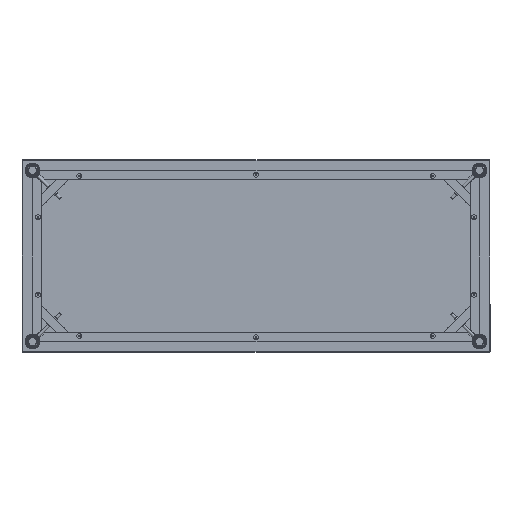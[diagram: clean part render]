
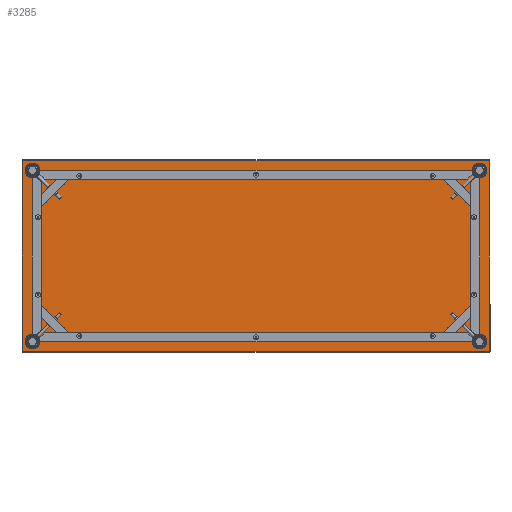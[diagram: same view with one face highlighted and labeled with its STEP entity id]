
A CAD part, front view. The second image highlights one B-rep face of the part: STEP entity #3285.
In plain terms, the highlighted face is planar.
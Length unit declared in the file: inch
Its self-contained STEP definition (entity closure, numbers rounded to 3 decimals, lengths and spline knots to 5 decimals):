
#518=LINE('',#5401,#658);
#520=LINE('',#5404,#660);
#524=LINE('',#5410,#664);
#526=LINE('',#5413,#666);
#658=VECTOR('',#4358,19.3125);
#660=VECTOR('',#4362,47.3125);
#664=VECTOR('',#4370,47.3125);
#666=VECTOR('',#4374,19.3125);
#996=FACE_OUTER_BOUND('',#1274,.T.);
#1274=EDGE_LOOP('',(#2641,#2642,#2643,#2644));
#1718=VERTEX_POINT('',#5325);
#1724=VERTEX_POINT('',#5342);
#1727=VERTEX_POINT('',#5349);
#1736=VERTEX_POINT('',#5379);
#2063=EDGE_CURVE('',#1727,#1736,#518,.T.);
#2065=EDGE_CURVE('',#1736,#1724,#520,.T.);
#2069=EDGE_CURVE('',#1718,#1727,#524,.T.);
#2071=EDGE_CURVE('',#1724,#1718,#526,.T.);
#2641=ORIENTED_EDGE('',*,*,#2063,.F.);
#2642=ORIENTED_EDGE('',*,*,#2069,.F.);
#2643=ORIENTED_EDGE('',*,*,#2071,.F.);
#2644=ORIENTED_EDGE('',*,*,#2065,.F.);
#3136=PLANE('',#3627);
#3285=ADVANCED_FACE('',(#996),#3136,.T.);
#3627=AXIS2_PLACEMENT_3D('',#5420,#4386,#4387);
#4358=DIRECTION('',(0.,1.,0.));
#4362=DIRECTION('',(-1.,0.,0.));
#4370=DIRECTION('',(1.,0.,0.));
#4374=DIRECTION('',(0.,-1.,0.));
#4386=DIRECTION('center_axis',(0.,0.,-1.));
#4387=DIRECTION('ref_axis',(-1.,0.,0.));
#5325=CARTESIAN_POINT('',(-23.65625,-9.65625,-0.5));
#5342=CARTESIAN_POINT('',(-23.65625,9.65625,-0.5));
#5349=CARTESIAN_POINT('',(23.65625,-9.65625,-0.5));
#5379=CARTESIAN_POINT('',(23.65625,9.65625,-0.5));
#5401=CARTESIAN_POINT('',(23.65625,-4.875,-0.5));
#5404=CARTESIAN_POINT('',(11.875,9.65625,-0.5));
#5410=CARTESIAN_POINT('',(-11.875,-9.65625,-0.5));
#5413=CARTESIAN_POINT('',(-23.65625,4.875,-0.5));
#5420=CARTESIAN_POINT('Origin',(0.,0.,-0.5));
